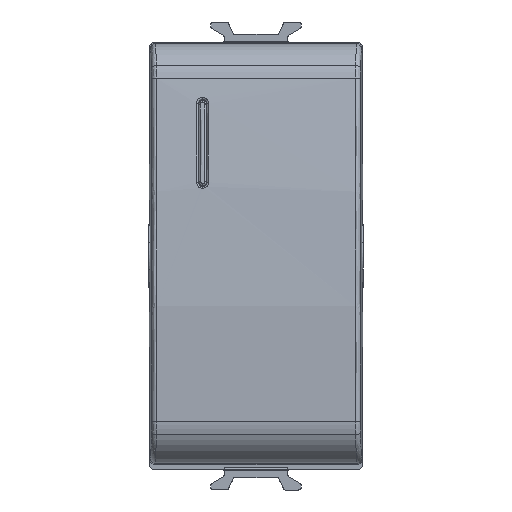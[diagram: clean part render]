
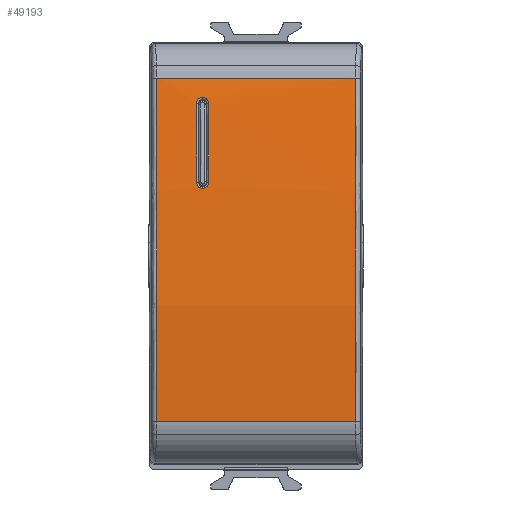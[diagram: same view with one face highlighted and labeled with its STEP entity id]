
A CAD part, top view. The second image highlights one B-rep face of the part: STEP entity #49193.
In plain terms, the highlighted cylindrical face has radius 140 mm (diameter 280 mm), a partial arc.
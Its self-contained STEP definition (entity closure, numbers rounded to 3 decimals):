
#49111=AXIS2_PLACEMENT_3D('Cylinder Axis2P3D',#49108,#49109,#49110) ;
#48830=CARTESIAN_POINT('Vertex',(10.271,-17.085,8.057)) ;
#48833=CARTESIAN_POINT('Line Origine',(0.659,-17.085,8.057)) ;
#48837=CARTESIAN_POINT('Vertex',(-10.271,-17.085,8.057)) ;
#49089=CARTESIAN_POINT('Vertex',(10.271,18.331,4.994)) ;
#49093=CARTESIAN_POINT('Control Point',(10.271,-17.085,8.057)) ;
#49094=CARTESIAN_POINT('Control Point',(10.24,-9.962,8.35)) ;
#49095=CARTESIAN_POINT('Control Point',(10.224,-2.82,8.189)) ;
#49096=CARTESIAN_POINT('Control Point',(10.224,4.301,7.573)) ;
#49097=CARTESIAN_POINT('Control Point',(10.24,11.364,6.505)) ;
#49098=CARTESIAN_POINT('Control Point',(10.271,18.331,4.994)) ;
#49108=CARTESIAN_POINT('Axis2P3D Location',(0.,-11.343,-131.825)) ;
#49113=CARTESIAN_POINT('Line Origine',(0.,18.331,4.994)) ;
#49117=CARTESIAN_POINT('Vertex',(-10.271,18.331,4.994)) ;
#49121=CARTESIAN_POINT('Control Point',(-10.271,-17.085,8.057)) ;
#49122=CARTESIAN_POINT('Control Point',(-10.232,-8.181,8.423)) ;
#49123=CARTESIAN_POINT('Control Point',(-10.219,0.753,8.033)) ;
#49124=CARTESIAN_POINT('Control Point',(-10.232,9.623,6.883)) ;
#49125=CARTESIAN_POINT('Control Point',(-10.271,18.331,4.994)) ;
#49134=CARTESIAN_POINT('Control Point',(-4.872,15.715,5.535)) ;
#49135=CARTESIAN_POINT('Control Point',(-4.873,13.021,6.066)) ;
#49136=CARTESIAN_POINT('Control Point',(-4.875,10.311,6.518)) ;
#49137=CARTESIAN_POINT('Control Point',(-4.879,7.59,6.889)) ;
#49138=CARTESIAN_POINT('Vertex',(-4.872,15.715,5.535)) ;
#49140=CARTESIAN_POINT('Vertex',(-4.879,7.59,6.889)) ;
#49144=CARTESIAN_POINT('Control Point',(-4.879,7.59,6.889)) ;
#49145=CARTESIAN_POINT('Control Point',(-4.879,7.348,6.922)) ;
#49146=CARTESIAN_POINT('Control Point',(-5.008,7.103,6.955)) ;
#49147=CARTESIAN_POINT('Control Point',(-5.256,6.973,6.972)) ;
#49148=CARTESIAN_POINT('Control Point',(-5.5,6.973,6.972)) ;
#49149=CARTESIAN_POINT('Vertex',(-5.5,6.973,6.972)) ;
#49153=CARTESIAN_POINT('Control Point',(-5.5,6.973,6.972)) ;
#49154=CARTESIAN_POINT('Control Point',(-5.744,6.973,6.972)) ;
#49155=CARTESIAN_POINT('Control Point',(-5.992,7.103,6.955)) ;
#49156=CARTESIAN_POINT('Control Point',(-6.121,7.348,6.922)) ;
#49157=CARTESIAN_POINT('Control Point',(-6.121,7.59,6.889)) ;
#49158=CARTESIAN_POINT('Vertex',(-6.121,7.59,6.889)) ;
#49162=CARTESIAN_POINT('Control Point',(-6.128,15.715,5.535)) ;
#49163=CARTESIAN_POINT('Control Point',(-6.127,13.021,6.066)) ;
#49164=CARTESIAN_POINT('Control Point',(-6.125,10.311,6.518)) ;
#49165=CARTESIAN_POINT('Control Point',(-6.121,7.59,6.889)) ;
#49166=CARTESIAN_POINT('Vertex',(-6.128,15.715,5.535)) ;
#49170=CARTESIAN_POINT('Control Point',(-6.128,15.715,5.535)) ;
#49171=CARTESIAN_POINT('Control Point',(-6.128,15.958,5.488)) ;
#49172=CARTESIAN_POINT('Control Point',(-5.998,16.204,5.438)) ;
#49173=CARTESIAN_POINT('Control Point',(-5.747,16.335,5.412)) ;
#49174=CARTESIAN_POINT('Control Point',(-5.5,16.335,5.412)) ;
#49175=CARTESIAN_POINT('Vertex',(-5.5,16.335,5.412)) ;
#49179=CARTESIAN_POINT('Control Point',(-5.5,16.335,5.412)) ;
#49180=CARTESIAN_POINT('Control Point',(-5.253,16.335,5.412)) ;
#49181=CARTESIAN_POINT('Control Point',(-5.002,16.204,5.438)) ;
#49182=CARTESIAN_POINT('Control Point',(-4.872,15.958,5.488)) ;
#49183=CARTESIAN_POINT('Control Point',(-4.872,15.715,5.535)) ;
#48834=DIRECTION('Vector Direction',(1.,0.,0.)) ;
#49109=DIRECTION('Axis2P3D Direction',(1.,-0.,0.)) ;
#49110=DIRECTION('Axis2P3D XDirection',(0.,0.212,0.977)) ;
#49114=DIRECTION('Vector Direction',(1.,0.,0.)) ;
#48835=VECTOR('Line Direction',#48834,1.) ;
#49115=VECTOR('Line Direction',#49114,1.) ;
#49128=ORIENTED_EDGE('',*,*,#48839,.T.) ;
#49129=ORIENTED_EDGE('',*,*,#49099,.T.) ;
#49130=ORIENTED_EDGE('',*,*,#49119,.F.) ;
#49131=ORIENTED_EDGE('',*,*,#49126,.T.) ;
#49186=ORIENTED_EDGE('',*,*,#49142,.T.) ;
#49187=ORIENTED_EDGE('',*,*,#49151,.T.) ;
#49188=ORIENTED_EDGE('',*,*,#49160,.T.) ;
#49189=ORIENTED_EDGE('',*,*,#49168,.T.) ;
#49190=ORIENTED_EDGE('',*,*,#49177,.T.) ;
#49191=ORIENTED_EDGE('',*,*,#49184,.T.) ;
#49192=FACE_BOUND('',#49185,.T.) ;
#49193=ADVANCED_FACE('PartBody',(#49132,#49192),#49112,.T.) ;
#49092=B_SPLINE_CURVE_WITH_KNOTS('',5,(#49093,#49094,#49095,#49096,#49097,#49098),.UNSPECIFIED.,.F.,.U.,(6,6),(18.331,68.651),.UNSPECIFIED.) ;
#49120=B_SPLINE_CURVE_WITH_KNOTS('',4,(#49121,#49122,#49123,#49124,#49125),.UNSPECIFIED.,.F.,.U.,(5,5),(18.331,68.651),.UNSPECIFIED.) ;
#49133=B_SPLINE_CURVE_WITH_KNOTS('',3,(#49134,#49135,#49136,#49137),.UNSPECIFIED.,.F.,.U.,(4,4),(13.85,25.493),.UNSPECIFIED.) ;
#49143=B_SPLINE_CURVE_WITH_KNOTS('',4,(#49144,#49145,#49146,#49147,#49148),.UNSPECIFIED.,.F.,.U.,(5,5),(1.985,3.307),.UNSPECIFIED.) ;
#49152=B_SPLINE_CURVE_WITH_KNOTS('',4,(#49153,#49154,#49155,#49156,#49157),.UNSPECIFIED.,.F.,.U.,(5,5),(1.985,3.308),.UNSPECIFIED.) ;
#49161=B_SPLINE_CURVE_WITH_KNOTS('',3,(#49162,#49163,#49164,#49165),.UNSPECIFIED.,.F.,.U.,(4,4),(13.85,25.493),.UNSPECIFIED.) ;
#49169=B_SPLINE_CURVE_WITH_KNOTS('',4,(#49170,#49171,#49172,#49173,#49174),.UNSPECIFIED.,.F.,.U.,(5,5),(1.996,3.329),.UNSPECIFIED.) ;
#49178=B_SPLINE_CURVE_WITH_KNOTS('',4,(#49179,#49180,#49181,#49182,#49183),.UNSPECIFIED.,.F.,.U.,(5,5),(2.,3.332),.UNSPECIFIED.) ;
#49112=CYLINDRICAL_SURFACE('generated cylinder',#49111,140.) ;
#48839=EDGE_CURVE('',#48838,#48831,#48836,.T.) ;
#49099=EDGE_CURVE('',#48831,#49090,#49092,.T.) ;
#49119=EDGE_CURVE('',#49118,#49090,#49116,.T.) ;
#49126=EDGE_CURVE('',#49118,#48838,#49120,.F.) ;
#49142=EDGE_CURVE('',#49139,#49141,#49133,.T.) ;
#49151=EDGE_CURVE('',#49141,#49150,#49143,.T.) ;
#49160=EDGE_CURVE('',#49150,#49159,#49152,.T.) ;
#49168=EDGE_CURVE('',#49159,#49167,#49161,.F.) ;
#49177=EDGE_CURVE('',#49167,#49176,#49169,.T.) ;
#49184=EDGE_CURVE('',#49176,#49139,#49178,.T.) ;
#49127=EDGE_LOOP('',(#49128,#49129,#49130,#49131)) ;
#49185=EDGE_LOOP('',(#49186,#49187,#49188,#49189,#49190,#49191)) ;
#49132=FACE_OUTER_BOUND('',#49127,.T.) ;
#48836=LINE('Line',#48833,#48835) ;
#49116=LINE('Line',#49113,#49115) ;
#48831=VERTEX_POINT('',#48830) ;
#48838=VERTEX_POINT('',#48837) ;
#49090=VERTEX_POINT('',#49089) ;
#49118=VERTEX_POINT('',#49117) ;
#49139=VERTEX_POINT('',#49138) ;
#49141=VERTEX_POINT('',#49140) ;
#49150=VERTEX_POINT('',#49149) ;
#49159=VERTEX_POINT('',#49158) ;
#49167=VERTEX_POINT('',#49166) ;
#49176=VERTEX_POINT('',#49175) ;
